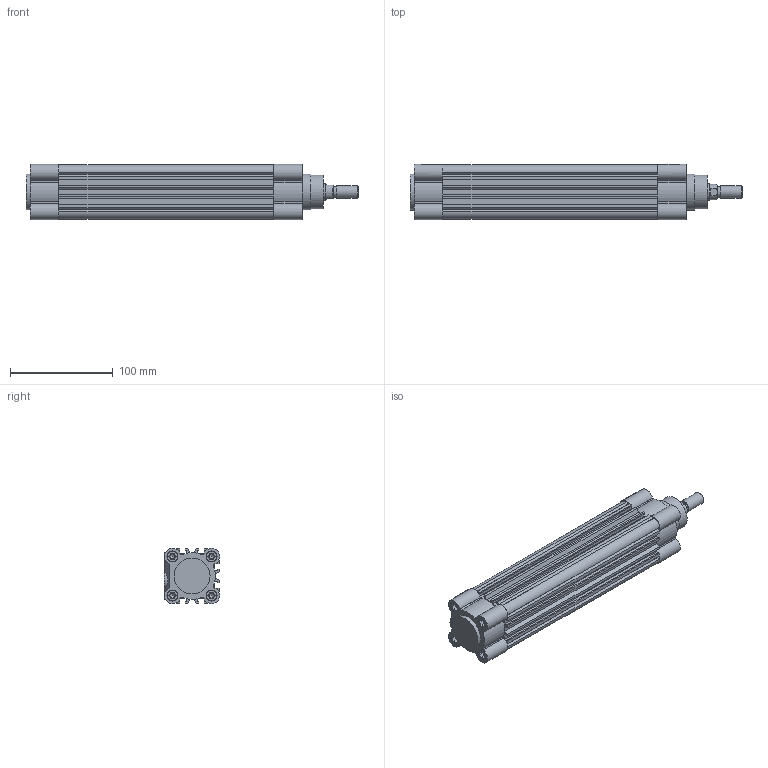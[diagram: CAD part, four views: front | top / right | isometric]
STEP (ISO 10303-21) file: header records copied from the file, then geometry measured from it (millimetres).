
FILE_DESCRIPTION( ( 'STEP AP214' ), '1' );
FILE_NAME( '121A400160XP-0-0-0--_(0-0).stp', '2018-12-06T10:36:14', ( '' ), ( '' ), ' ', 'PARTsolutions', ' ' );
FILE_SCHEMA( ( 'AUTOMOTIVE_DESIGN { 1 0 10303 214 1 1 1 1 }' ) );
Length unit declared in the file: millimetre
Products named in the file (5): 121A400160XP-0-0-0--/(0-0); _40-HL; _40-121-160--162.5-B; _40121-HR; _40121160-R
Assembly tree (4 placements, depth 2):
  121A400160XP-0-0-0--/(0-0)
    _40-HL
    _40-121-160--162.5-B
    _40121-HR
    _40121160-R
Bounding box: 323 x 53.97 x 53.99 mm (x, y, z)
Volume: 502605.4 mm3; surface area: 153091.5 mm2
Topology: 4 solids, 4 shells, 348 faces, 862 edges, 549 vertices
Faces by surface type: plane 238, cylinder 87, cone 23
Full cylindrical faces by diameter (mm): 4.917 x8, 6.5 x2, 10 x9, 10.7 x8, 11.445 x2, 12 x1, 15 x1, 16 x2, 33 x1, 35 x2, 40 x4
Entity records: 12718 total; most frequent: DIRECTION 1726, CARTESIAN_POINT 1703, ORIENTED_EDGE 1572, EDGE_CURVE 786, AXIS2_PLACEMENT_3D 591, VERTEX_POINT 544, LINE 544, VECTOR 544
